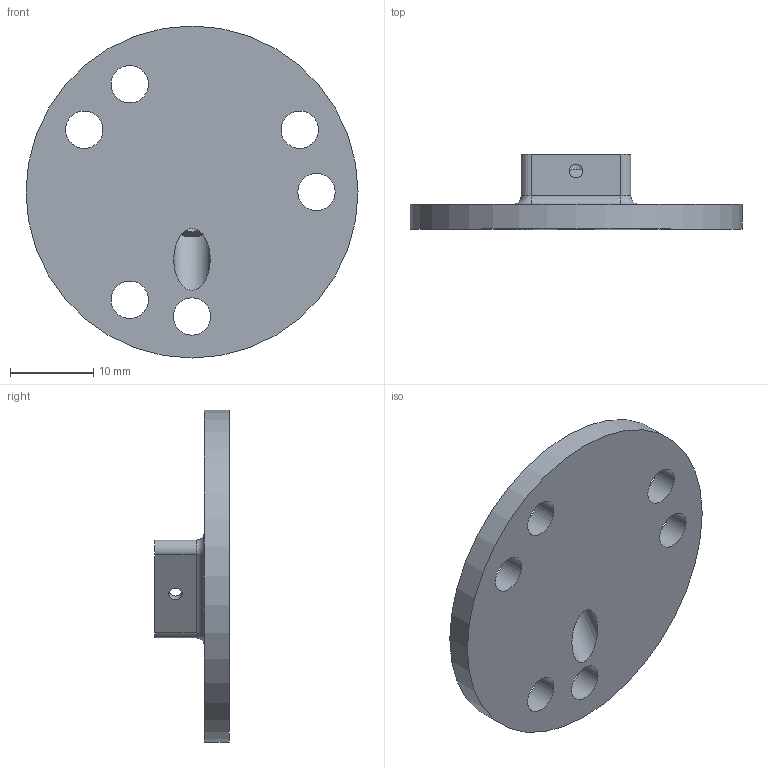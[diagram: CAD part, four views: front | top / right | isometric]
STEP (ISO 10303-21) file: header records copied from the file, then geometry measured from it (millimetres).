
FILE_DESCRIPTION(/* description */ (''),/* implementation_level */ '2;1');
FILE_NAME(/* name */ 'Calibration Plate Native Cad v15.step',/* time_stamp */ '2024-05-08T12:28:28-04:00',/* author */ (''),/* organization */ (''),/* preprocessor_version */ 'ST-DEVELOPER v20',/* originating_system */ 'Autodesk Translation Framework v12.20.1.177',/* authorisation */ '');
FILE_SCHEMA (('AUTOMOTIVE_DESIGN { 1 0 10303 214 3 1 1 }'));
Length unit declared in the file: millimetre
Products named in the file (1): Calibration Plate Native Cad
Bounding box: 40 x 9 x 40 mm (x, y, z)
Volume: 3723 mm3; surface area: 3373.6 mm2
Topology: 1 solids, 1 shells, 37 faces, 90 edges, 58 vertices
Faces by surface type: cylinder 22, plane 12, torus 3
Full cylindrical faces by diameter (mm): 1.623 x3, 2.2 x1, 4.4 x1, 4.5 x6, 40 x1
Entity records: 1176 total; most frequent: DIRECTION 213, CARTESIAN_POINT 186, ORIENTED_EDGE 180, EDGE_CURVE 90, AXIS2_PLACEMENT_3D 85, EDGE_LOOP 60, VERTEX_POINT 58, LINE 43
